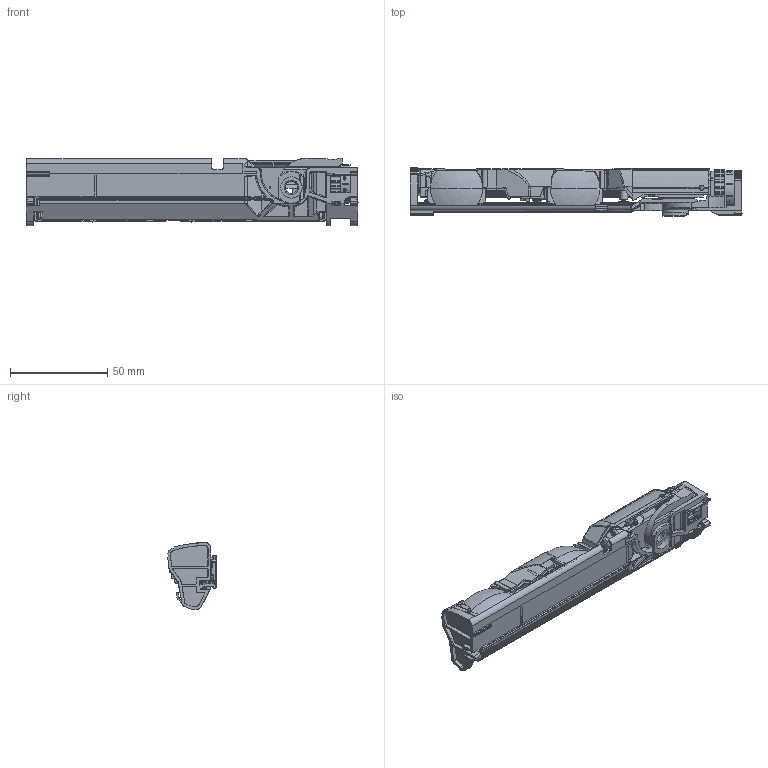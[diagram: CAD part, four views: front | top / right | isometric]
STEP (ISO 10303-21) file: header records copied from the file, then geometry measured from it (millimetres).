
FILE_DESCRIPTION((''),'2;1');
FILE_NAME('CAD1631_2','2012-02-23T',('dhelisch'),(''),'PRO/ENGINEER BY PARAMETRIC TECHNOLOGY CORPORATION, 2007250','PRO/ENGINEER BY PARAMETRIC TECHNOLOGY CORPORATION, 2007250','');
FILE_SCHEMA(('CONFIG_CONTROL_DESIGN'));
Products named in the file (1): CAD1631_2
Bounding box: 170.6 x 24.98 x 34.7 mm (x, y, z)
Volume: 29456.9 mm3; surface area: 41424 mm2
Topology: 1 solids, 1 shells, 3186 faces, 9538 edges, 6353 vertices
Faces by surface type: plane 1798, cylinder 666, cone 316, bspline 261, torus 99, sphere 33, extrusion 9, revolution 4
Entity records: 147295 total; most frequent: CARTESIAN_POINT 66009, ORIENTED_EDGE 18998, DIRECTION 14221, EDGE_CURVE 9499, VERTEX_POINT 6353, VECTOR 5233, LINE 5224, AXIS2_PLACEMENT_3D 4492
